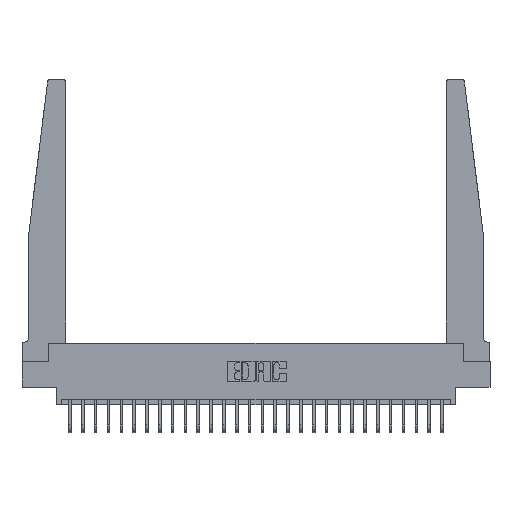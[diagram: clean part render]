
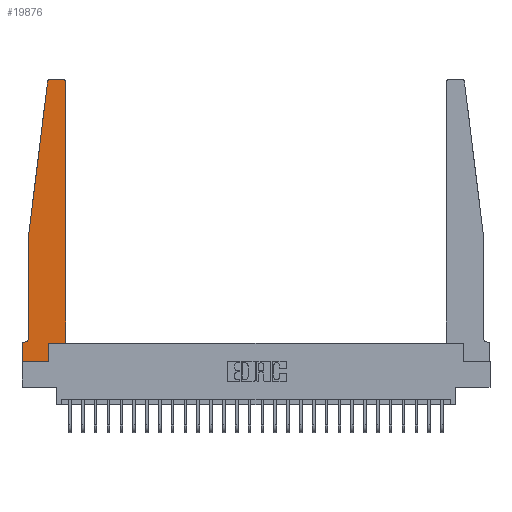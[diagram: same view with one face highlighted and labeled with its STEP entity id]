
A CAD part, top view. The second image highlights one B-rep face of the part: STEP entity #19876.
In plain terms, the highlighted planar face has unit normal (0, 0, 1).
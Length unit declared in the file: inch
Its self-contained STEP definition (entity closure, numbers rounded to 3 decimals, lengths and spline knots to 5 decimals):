
#427 = VECTOR ( 'NONE', #9117, 39.37008 ) ;
#588 = CARTESIAN_POINT ( 'NONE',  ( 0.065, 1.25, 0.37 ) ) ;
#589 = CARTESIAN_POINT ( 'NONE',  ( 0.065, 0.1875, 0.37 ) ) ;
#1191 = EDGE_CURVE ( 'NONE', #19755, #4300, #15625, .T. ) ;
#1216 = VECTOR ( 'NONE', #6779, 39.37008 ) ;
#1512 = ORIENTED_EDGE ( 'NONE', *, *, #2432, .T. ) ;
#1817 = CIRCLE ( 'NONE', #5671, 0.03 ) ;
#1937 = CARTESIAN_POINT ( 'NONE',  ( 0.015, 0.1875, 0.37 ) ) ;
#2336 = VECTOR ( 'NONE', #17631, 39.37008 ) ;
#2395 = EDGE_CURVE ( 'NONE', #23830, #27023, #18266, .T. ) ;
#2432 = EDGE_CURVE ( 'NONE', #27023, #23423, #14942, .T. ) ;
#2551 = DIRECTION ( 'NONE',  ( 0., 0., 1. ) ) ;
#2697 = AXIS2_PLACEMENT_3D ( 'NONE', #8068, #19095, #23142 ) ;
#3300 = LINE ( 'NONE', #588, #2336 ) ;
#4006 = ORIENTED_EDGE ( 'NONE', *, *, #1191, .T. ) ;
#4155 = CARTESIAN_POINT ( 'NONE',  ( 0., 0., 0.37 ) ) ;
#4300 = VERTEX_POINT ( 'NONE', #11796 ) ;
#5132 = AXIS2_PLACEMENT_3D ( 'NONE', #11541, #5164, #5362 ) ;
#5164 = DIRECTION ( 'NONE',  ( 0., 0., 1. ) ) ;
#5289 = ORIENTED_EDGE ( 'NONE', *, *, #8203, .T. ) ;
#5303 = CIRCLE ( 'NONE', #2697, 0.05 ) ;
#5362 = DIRECTION ( 'NONE',  ( 1., 0., 0. ) ) ;
#5598 = CARTESIAN_POINT ( 'NONE',  ( 0.2605, 0.18, 0.37 ) ) ;
#5671 = AXIS2_PLACEMENT_3D ( 'NONE', #6593, #19905, #21663 ) ;
#5911 = ORIENTED_EDGE ( 'NONE', *, *, #19705, .T. ) ;
#6105 = CARTESIAN_POINT ( 'NONE',  ( 0.2605, 0.18, 0.37 ) ) ;
#6399 = VECTOR ( 'NONE', #9951, 39.37008 ) ;
#6593 = CARTESIAN_POINT ( 'NONE',  ( 0.395, 2.72, 0.37 ) ) ;
#6693 = LINE ( 'NONE', #24057, #7040 ) ;
#6775 = CARTESIAN_POINT ( 'NONE',  ( 0.2605, 0., 0.37 ) ) ;
#6779 = DIRECTION ( 'NONE',  ( 1., 0., 0. ) ) ;
#7040 = VECTOR ( 'NONE', #15483, 39.37008 ) ;
#7809 = VECTOR ( 'NONE', #15943, 39.37008 ) ;
#7928 = VERTEX_POINT ( 'NONE', #8836 ) ;
#8042 = VERTEX_POINT ( 'NONE', #16985 ) ;
#8068 = CARTESIAN_POINT ( 'NONE',  ( 0.015, 0.2375, 0.37 ) ) ;
#8077 = EDGE_CURVE ( 'NONE', #27813, #21141, #1817, .T. ) ;
#8203 = EDGE_CURVE ( 'NONE', #4300, #27813, #19693, .T. ) ;
#8291 = ORIENTED_EDGE ( 'NONE', *, *, #11150, .T. ) ;
#8717 = CARTESIAN_POINT ( 'NONE',  ( 0., 0.1875, 0.37 ) ) ;
#8734 = ORIENTED_EDGE ( 'NONE', *, *, #8077, .T. ) ;
#8836 = CARTESIAN_POINT ( 'NONE',  ( 0.24675, 2.72367, 0.37 ) ) ;
#9117 = DIRECTION ( 'NONE',  ( -1., 0., 0. ) ) ;
#9951 = DIRECTION ( 'NONE',  ( 0., 1., 0. ) ) ;
#10184 = DIRECTION ( 'NONE',  ( 0., 1., 0. ) ) ;
#10219 = ORIENTED_EDGE ( 'NONE', *, *, #24158, .T. ) ;
#10932 = PLANE ( 'NONE',  #17104 ) ;
#11150 = EDGE_CURVE ( 'NONE', #7928, #17220, #6693, .T. ) ;
#11258 = VERTEX_POINT ( 'NONE', #11996 ) ;
#11524 = CIRCLE ( 'NONE', #5132, 0.03 ) ;
#11541 = CARTESIAN_POINT ( 'NONE',  ( 0.27653, 2.72, 0.37 ) ) ;
#11796 = CARTESIAN_POINT ( 'NONE',  ( 0.425, 0.18, 0.37 ) ) ;
#11996 = CARTESIAN_POINT ( 'NONE',  ( 0.27653, 2.75, 0.37 ) ) ;
#12363 = VECTOR ( 'NONE', #16607, 39.37008 ) ;
#12717 = ORIENTED_EDGE ( 'NONE', *, *, #18926, .T. ) ;
#13635 = CARTESIAN_POINT ( 'NONE',  ( 0.425, 2.72, 0.37 ) ) ;
#13678 = DIRECTION ( 'NONE',  ( 1., 0., 0. ) ) ;
#14317 = VECTOR ( 'NONE', #13678, 39.37008 ) ;
#14478 = LINE ( 'NONE', #5598, #6399 ) ;
#14942 = LINE ( 'NONE', #22414, #7809 ) ;
#15004 = ORIENTED_EDGE ( 'NONE', *, *, #18033, .T. ) ;
#15309 = EDGE_CURVE ( 'NONE', #11258, #7928, #11524, .T. ) ;
#15483 = DIRECTION ( 'NONE',  ( -0.122, -0.992, 0. ) ) ;
#15625 = LINE ( 'NONE', #20025, #14317 ) ;
#15943 = DIRECTION ( 'NONE',  ( 0., -1., 0. ) ) ;
#16607 = DIRECTION ( 'NONE',  ( -1., 0., 0. ) ) ;
#16696 = CARTESIAN_POINT ( 'NONE',  ( 0.25, 2.75, 0.37 ) ) ;
#16985 = CARTESIAN_POINT ( 'NONE',  ( 0.065, 0.2375, 0.37 ) ) ;
#17104 = AXIS2_PLACEMENT_3D ( 'NONE', #8717, #2551, #19378 ) ;
#17220 = VERTEX_POINT ( 'NONE', #17397 ) ;
#17397 = CARTESIAN_POINT ( 'NONE',  ( 0.065, 1.25, 0.37 ) ) ;
#17631 = DIRECTION ( 'NONE',  ( 0., -1., 0. ) ) ;
#17717 = ORIENTED_EDGE ( 'NONE', *, *, #2395, .T. ) ;
#18033 = EDGE_CURVE ( 'NONE', #22713, #19755, #14478, .T. ) ;
#18266 = LINE ( 'NONE', #589, #427 ) ;
#18926 = EDGE_CURVE ( 'NONE', #21141, #11258, #19486, .T. ) ;
#19095 = DIRECTION ( 'NONE',  ( 0., 0., -1. ) ) ;
#19268 = EDGE_LOOP ( 'NONE', ( #12717, #22311, #8291, #10219, #5911, #17717, #1512, #24480, #15004, #4006, #5289, #8734 ) ) ;
#19378 = DIRECTION ( 'NONE',  ( 1., 0., 0. ) ) ;
#19486 = LINE ( 'NONE', #16696, #12363 ) ;
#19693 = LINE ( 'NONE', #27033, #26417 ) ;
#19705 = EDGE_CURVE ( 'NONE', #8042, #23830, #5303, .T. ) ;
#19755 = VERTEX_POINT ( 'NONE', #6105 ) ;
#19876 = ADVANCED_FACE ( 'NONE', ( #22497 ), #10932, .T. ) ;
#19905 = DIRECTION ( 'NONE',  ( 0., 0., 1. ) ) ;
#20025 = CARTESIAN_POINT ( 'NONE',  ( 0.425, 0.18, 0.37 ) ) ;
#20675 = EDGE_CURVE ( 'NONE', #23423, #22713, #27165, .T. ) ;
#21141 = VERTEX_POINT ( 'NONE', #22842 ) ;
#21663 = DIRECTION ( 'NONE',  ( 1., 0., 0. ) ) ;
#22311 = ORIENTED_EDGE ( 'NONE', *, *, #15309, .T. ) ;
#22414 = CARTESIAN_POINT ( 'NONE',  ( 0., 0., 0.37 ) ) ;
#22497 = FACE_OUTER_BOUND ( 'NONE', #19268, .T. ) ;
#22713 = VERTEX_POINT ( 'NONE', #6775 ) ;
#22842 = CARTESIAN_POINT ( 'NONE',  ( 0.395, 2.75, 0.37 ) ) ;
#23142 = DIRECTION ( 'NONE',  ( -1., 0., 0. ) ) ;
#23423 = VERTEX_POINT ( 'NONE', #26416 ) ;
#23830 = VERTEX_POINT ( 'NONE', #1937 ) ;
#24057 = CARTESIAN_POINT ( 'NONE',  ( 0.065, 1.25, 0.37 ) ) ;
#24158 = EDGE_CURVE ( 'NONE', #17220, #8042, #3300, .T. ) ;
#24480 = ORIENTED_EDGE ( 'NONE', *, *, #20675, .T. ) ;
#26234 = CARTESIAN_POINT ( 'NONE',  ( 0., 0.1875, 0.37 ) ) ;
#26416 = CARTESIAN_POINT ( 'NONE',  ( 0., 0., 0.37 ) ) ;
#26417 = VECTOR ( 'NONE', #10184, 39.37008 ) ;
#27023 = VERTEX_POINT ( 'NONE', #26234 ) ;
#27033 = CARTESIAN_POINT ( 'NONE',  ( 0.425, 0.18, 0.37 ) ) ;
#27165 = LINE ( 'NONE', #4155, #1216 ) ;
#27813 = VERTEX_POINT ( 'NONE', #13635 ) ;
